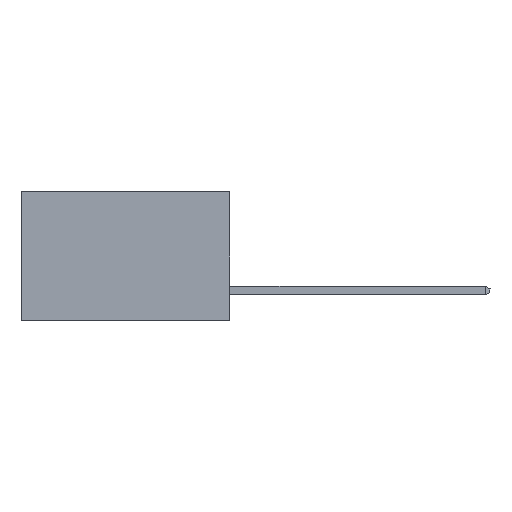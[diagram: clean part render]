
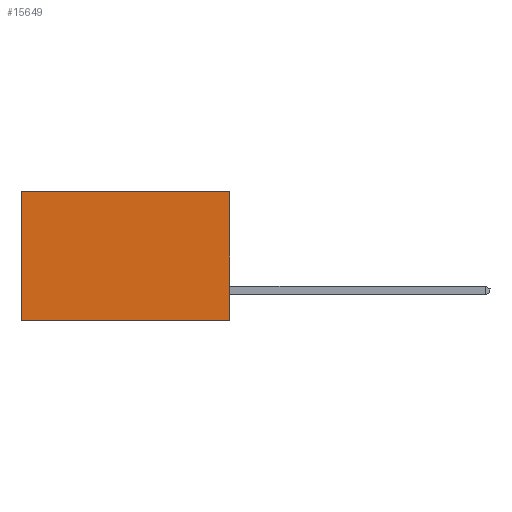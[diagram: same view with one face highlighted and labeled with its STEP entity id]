
A CAD part, left-side view. The second image highlights one B-rep face of the part: STEP entity #15649.
In plain terms, the highlighted planar face has unit normal (-1, 0, 0).
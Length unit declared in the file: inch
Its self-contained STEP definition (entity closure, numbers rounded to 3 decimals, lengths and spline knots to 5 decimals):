
#528 = VECTOR ( 'NONE', #14501, 39.37008 ) ;
#1050 = EDGE_CURVE ( 'NONE', #5907, #8661, #3454, .T. ) ;
#2221 = CARTESIAN_POINT ( 'NONE',  ( 0.2615, 0., -0.37 ) ) ;
#3425 = DIRECTION ( 'NONE',  ( 1., 0., 0. ) ) ;
#3454 = LINE ( 'NONE', #21495, #14737 ) ;
#3578 = EDGE_CURVE ( 'NONE', #13188, #6849, #23516, .T. ) ;
#5305 = VECTOR ( 'NONE', #14355, 39.37008 ) ;
#5907 = VERTEX_POINT ( 'NONE', #18792 ) ;
#6849 = VERTEX_POINT ( 'NONE', #13780 ) ;
#7414 = EDGE_LOOP ( 'NONE', ( #8606, #8627, #11020, #22817 ) ) ;
#8606 = ORIENTED_EDGE ( 'NONE', *, *, #12142, .T. ) ;
#8627 = ORIENTED_EDGE ( 'NONE', *, *, #3578, .F. ) ;
#8661 = VERTEX_POINT ( 'NONE', #11949 ) ;
#8725 = PLANE ( 'NONE',  #20694 ) ;
#10281 = VECTOR ( 'NONE', #20508, 39.37008 ) ;
#10424 = DIRECTION ( 'NONE',  ( 0., 1., 0. ) ) ;
#10764 = DIRECTION ( 'NONE',  ( 0., 0., -1. ) ) ;
#11020 = ORIENTED_EDGE ( 'NONE', *, *, #11866, .F. ) ;
#11866 = EDGE_CURVE ( 'NONE', #5907, #13188, #23787, .T. ) ;
#11949 = CARTESIAN_POINT ( 'NONE',  ( 0.2615, 0.6, 0. ) ) ;
#12142 = EDGE_CURVE ( 'NONE', #8661, #6849, #19646, .T. ) ;
#13188 = VERTEX_POINT ( 'NONE', #23496 ) ;
#13780 = CARTESIAN_POINT ( 'NONE',  ( 0.2615, 0.6, -0.37 ) ) ;
#14355 = DIRECTION ( 'NONE',  ( 0., 0., -1. ) ) ;
#14501 = DIRECTION ( 'NONE',  ( 0., 1., 0. ) ) ;
#14509 = CARTESIAN_POINT ( 'NONE',  ( 0.2615, 0., -0.37 ) ) ;
#14737 = VECTOR ( 'NONE', #10424, 39.37008 ) ;
#15649 = ADVANCED_FACE ( 'NONE', ( #19913 ), #8725, .F. ) ;
#18088 = CARTESIAN_POINT ( 'NONE',  ( 0.2615, 0.6, -0.37 ) ) ;
#18792 = CARTESIAN_POINT ( 'NONE',  ( 0.2615, 0., 0. ) ) ;
#19646 = LINE ( 'NONE', #18088, #5305 ) ;
#19913 = FACE_OUTER_BOUND ( 'NONE', #7414, .T. ) ;
#20508 = DIRECTION ( 'NONE',  ( 0., 0., -1. ) ) ;
#20694 = AXIS2_PLACEMENT_3D ( 'NONE', #14509, #3425, #10764 ) ;
#21495 = CARTESIAN_POINT ( 'NONE',  ( 0.2615, 0., 0. ) ) ;
#22817 = ORIENTED_EDGE ( 'NONE', *, *, #1050, .T. ) ;
#23496 = CARTESIAN_POINT ( 'NONE',  ( 0.2615, 0., -0.37 ) ) ;
#23516 = LINE ( 'NONE', #23647, #528 ) ;
#23647 = CARTESIAN_POINT ( 'NONE',  ( 0.2615, 0., -0.37 ) ) ;
#23787 = LINE ( 'NONE', #2221, #10281 ) ;
